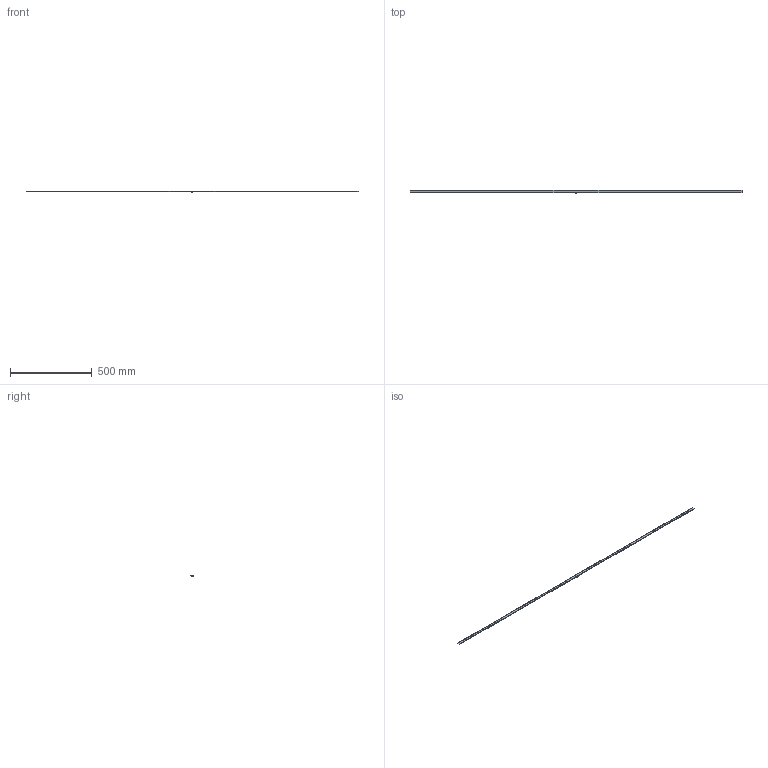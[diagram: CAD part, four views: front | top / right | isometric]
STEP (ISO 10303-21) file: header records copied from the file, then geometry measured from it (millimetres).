
FILE_DESCRIPTION((''),'2;1');
FILE_NAME('557064-02-Z01','2021-05-06T08:57:47',('AT10150'),(''),'CREO PARAMETRIC BY PTC INC, 2019164','CREO PARAMETRIC BY PTC INC, 2019164','');
FILE_SCHEMA(('AUTOMOTIVE_DESIGN { 1 0 10303 214 1 1 1 1 }'));
Length unit declared in the file: millimetre
Products named in the file (1): 557064-02-Z01
Bounding box: 2030 x 22.5 x 6.9 mm (x, y, z)
Volume: 69883.9 mm3; surface area: 81068.2 mm2
Topology: 1 solids, 1 shells, 178 faces, 593 edges, 442 vertices
Faces by surface type: plane 114, cylinder 60, cone 4
Entity records: 8224 total; most frequent: CARTESIAN_POINT 1114, DIRECTION 1079, ORIENTED_EDGE 1028, PRESENTATION_STYLE_ASSIGNMENT 594, STYLED_ITEM 594, CURVE_STYLE 593, EDGE_CURVE 514, VECTOR 465
